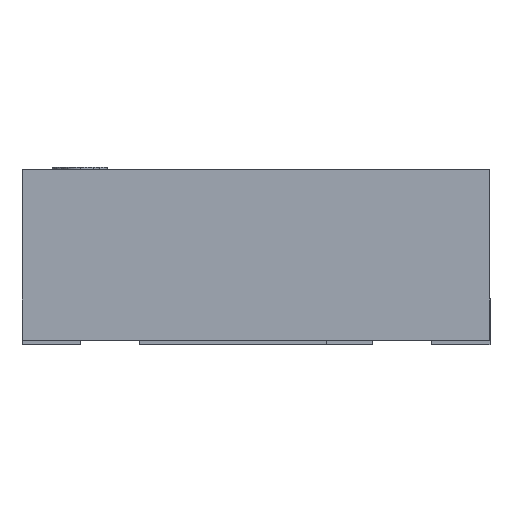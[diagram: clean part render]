
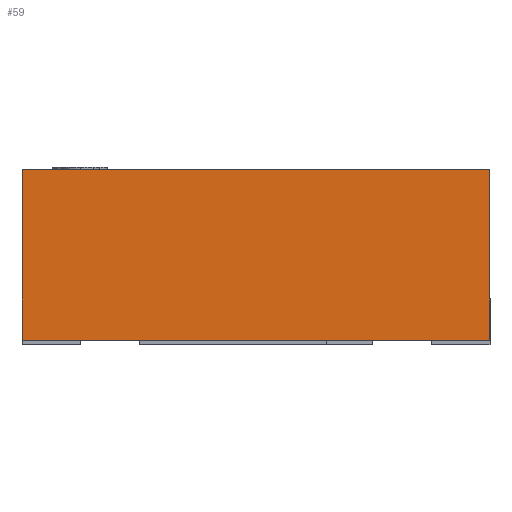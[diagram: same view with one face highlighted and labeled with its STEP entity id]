
A CAD part, left-side view. The second image highlights one B-rep face of the part: STEP entity #59.
In plain terms, the highlighted planar face has unit normal (-1, 0, 0).
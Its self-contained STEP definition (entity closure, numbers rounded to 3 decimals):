
#59 = ADVANCED_FACE ( 'NONE', ( #8211 ), #13041, .F. ) ;
#298 = VECTOR ( 'NONE', #15661, 1000. ) ;
#720 = VERTEX_POINT ( 'NONE', #15607 ) ;
#745 = ORIENTED_EDGE ( 'NONE', *, *, #11210, .T. ) ;
#921 = LINE ( 'NONE', #4608, #7641 ) ;
#1633 = LINE ( 'NONE', #5209, #13898 ) ;
#1779 = DIRECTION ( 'NONE',  ( 0., 0., -1. ) ) ;
#1793 = DIRECTION ( 'NONE',  ( 0., 0., -1. ) ) ;
#3627 = ORIENTED_EDGE ( 'NONE', *, *, #7261, .F. ) ;
#4092 = CARTESIAN_POINT ( 'NONE',  ( -1., -1., 0.73 ) ) ;
#4608 = CARTESIAN_POINT ( 'NONE',  ( -1., -1., 0. ) ) ;
#4895 = EDGE_LOOP ( 'NONE', ( #745, #8479, #3627, #13364 ) ) ;
#5209 = CARTESIAN_POINT ( 'NONE',  ( -1., 1., 0.73 ) ) ;
#7237 = DIRECTION ( 'NONE',  ( 0., -1., 0. ) ) ;
#7261 = EDGE_CURVE ( 'NONE', #8644, #13770, #15351, .T. ) ;
#7587 = CARTESIAN_POINT ( 'NONE',  ( -1., -1., 0.73 ) ) ;
#7641 = VECTOR ( 'NONE', #7237, 1000. ) ;
#8211 = FACE_OUTER_BOUND ( 'NONE', #4895, .T. ) ;
#8479 = ORIENTED_EDGE ( 'NONE', *, *, #11940, .F. ) ;
#8644 = VERTEX_POINT ( 'NONE', #10204 ) ;
#8983 = DIRECTION ( 'NONE',  ( 1., 0., 0. ) ) ;
#10204 = CARTESIAN_POINT ( 'NONE',  ( -1., 1., 0.73 ) ) ;
#10396 = DIRECTION ( 'NONE',  ( 0., 0., -1. ) ) ;
#11210 = EDGE_CURVE ( 'NONE', #14566, #720, #921, .T. ) ;
#11933 = CARTESIAN_POINT ( 'NONE',  ( -1., -1., 0.73 ) ) ;
#11940 = EDGE_CURVE ( 'NONE', #13770, #720, #14227, .T. ) ;
#12138 = AXIS2_PLACEMENT_3D ( 'NONE', #4092, #8983, #1779 ) ;
#12275 = VECTOR ( 'NONE', #10396, 1000. ) ;
#12423 = CARTESIAN_POINT ( 'NONE',  ( -1., 1., 0. ) ) ;
#13041 = PLANE ( 'NONE',  #12138 ) ;
#13364 = ORIENTED_EDGE ( 'NONE', *, *, #13524, .T. ) ;
#13524 = EDGE_CURVE ( 'NONE', #8644, #14566, #1633, .T. ) ;
#13770 = VERTEX_POINT ( 'NONE', #7587 ) ;
#13898 = VECTOR ( 'NONE', #1793, 1000. ) ;
#14227 = LINE ( 'NONE', #15353, #12275 ) ;
#14566 = VERTEX_POINT ( 'NONE', #12423 ) ;
#15351 = LINE ( 'NONE', #11933, #298 ) ;
#15353 = CARTESIAN_POINT ( 'NONE',  ( -1., -1., 0.73 ) ) ;
#15607 = CARTESIAN_POINT ( 'NONE',  ( -1., -1., 0. ) ) ;
#15661 = DIRECTION ( 'NONE',  ( 0., -1., 0. ) ) ;
